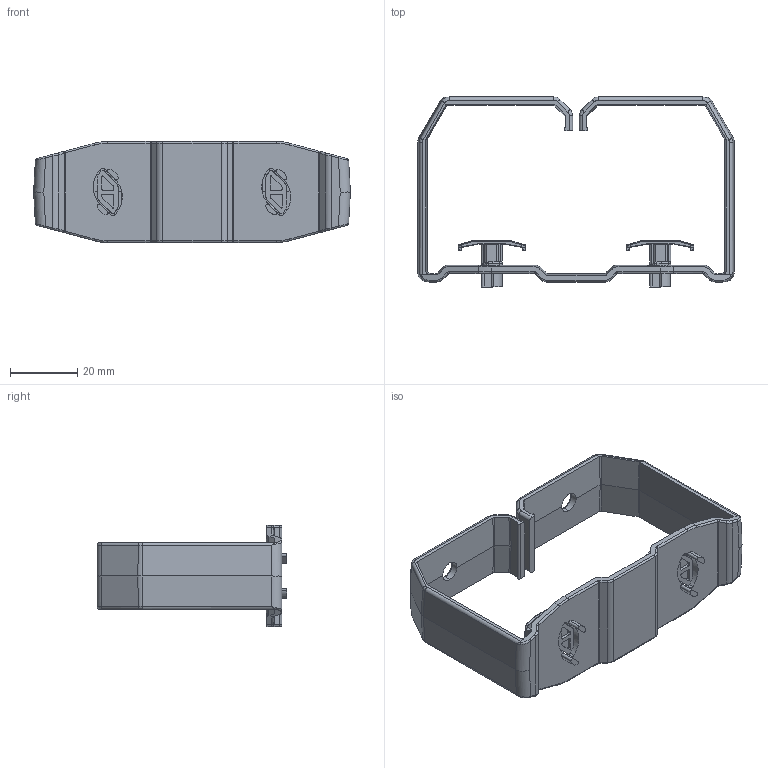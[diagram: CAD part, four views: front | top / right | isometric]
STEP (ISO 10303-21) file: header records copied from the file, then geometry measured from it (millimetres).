
FILE_DESCRIPTION (( 'STEP AP203' ), '1' );
FILE_NAME ('CL-4022.step', '2020-08-27T16:18:39', ( '' ), ( '' ), 'SwSTEP 2.0', 'SolidWorks 2019', '' );
FILE_SCHEMA (( 'CONFIG_CONTROL_DESIGN' ));
Length unit declared in the file: inch
Products named in the file (1): CL-4022
Bounding box: 94 x 56.4 x 30 mm (x, y, z)
Volume: 15208.9 mm3; surface area: 15931.4 mm2
Topology: 1 solids, 1 shells, 1014 faces, 2717 edges, 1735 vertices
Faces by surface type: plane 658, cylinder 279, bspline 77
Entity records: 36774 total; most frequent: CARTESIAN_POINT 13594, ORIENTED_EDGE 5434, DIRECTION 3752, EDGE_CURVE 2717, VERTEX_POINT 1735, VECTOR 1696, LINE 1696, EDGE_LOOP 1064
